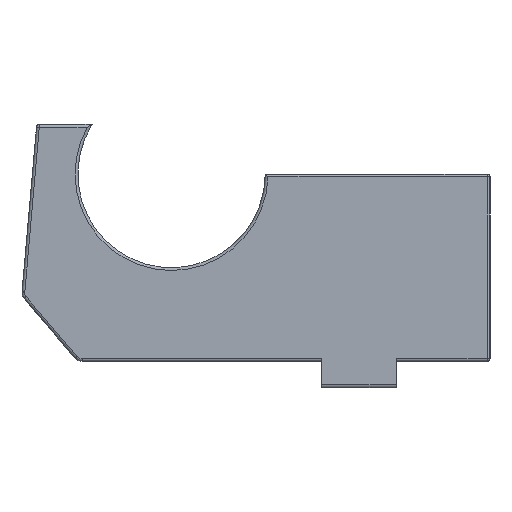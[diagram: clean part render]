
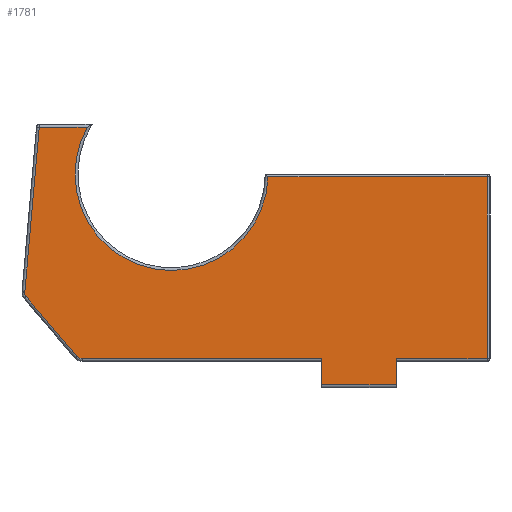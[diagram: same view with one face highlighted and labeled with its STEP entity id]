
A CAD part, left-side view. The second image highlights one B-rep face of the part: STEP entity #1781.
In plain terms, the highlighted planar face has unit normal (-1, 0, 0).
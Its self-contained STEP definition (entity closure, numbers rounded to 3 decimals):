
#86=PLANE($,#1954);
#102=LINE($,#2532,#281);
#163=LINE($,#2689,#342);
#168=LINE($,#2709,#347);
#172=LINE($,#2718,#351);
#177=LINE($,#2733,#356);
#178=LINE($,#2743,#357);
#181=LINE($,#2755,#360);
#182=LINE($,#2779,#361);
#185=LINE($,#2796,#364);
#265=LINE($,#3040,#444);
#281=VECTOR($,#2008,17.675);
#342=VECTOR($,#2135,8.339);
#347=VECTOR($,#2156,8.);
#351=VECTOR($,#2164,2.8);
#356=VECTOR($,#2183,25.54);
#357=VECTOR($,#2196,9.7);
#360=VECTOR($,#2211,5.119);
#361=VECTOR($,#2222,23.404);
#364=VECTOR($,#2227,19.4);
#444=VECTOR($,#2473,2.8);
#579=FACE_OUTER_BOUND($,#688,.T.);
#688=EDGE_LOOP($,(#1663,#1664,#1665,#1666,#1667,#1668,#1669,#1670,#1671,
#1672,#1673,#1674,#1675));
#696=CIRCLE($,#1794,0.7);
#717=CIRCLE($,#1830,0.7);
#741=CIRCLE($,#1883,10.3);
#761=VERTEX_POINT($,#2487);
#764=VERTEX_POINT($,#2492);
#778=VERTEX_POINT($,#2531);
#837=VERTEX_POINT($,#2672);
#838=VERTEX_POINT($,#2675);
#845=VERTEX_POINT($,#2702);
#848=VERTEX_POINT($,#2707);
#851=VERTEX_POINT($,#2717);
#855=VERTEX_POINT($,#2735);
#857=VERTEX_POINT($,#2741);
#860=VERTEX_POINT($,#2754);
#863=VERTEX_POINT($,#2774);
#864=VERTEX_POINT($,#2778);
#924=EDGE_CURVE($,#764,#761,#696,.T.);
#943=EDGE_CURVE($,#761,#778,#102,.T.);
#1018=EDGE_CURVE($,#838,#837,#717,.T.);
#1024=EDGE_CURVE($,#837,#764,#163,.T.);
#1034=EDGE_CURVE($,#848,#845,#168,.T.);
#1038=EDGE_CURVE($,#845,#851,#172,.T.);
#1047=EDGE_CURVE($,#851,#838,#177,.T.);
#1052=EDGE_CURVE($,#855,#857,#178,.T.);
#1058=EDGE_CURVE($,#778,#860,#181,.T.);
#1063=EDGE_CURVE($,#864,#863,#182,.T.);
#1067=EDGE_CURVE($,#863,#855,#185,.T.);
#1079=EDGE_CURVE($,#860,#864,#741,.T.);
#1169=EDGE_CURVE($,#857,#848,#265,.T.);
#1663=ORIENTED_EDGE($,*,*,#924,.F.);
#1664=ORIENTED_EDGE($,*,*,#1024,.F.);
#1665=ORIENTED_EDGE($,*,*,#1018,.F.);
#1666=ORIENTED_EDGE($,*,*,#1047,.F.);
#1667=ORIENTED_EDGE($,*,*,#1038,.F.);
#1668=ORIENTED_EDGE($,*,*,#1034,.F.);
#1669=ORIENTED_EDGE($,*,*,#1169,.F.);
#1670=ORIENTED_EDGE($,*,*,#1052,.F.);
#1671=ORIENTED_EDGE($,*,*,#1067,.F.);
#1672=ORIENTED_EDGE($,*,*,#1063,.F.);
#1673=ORIENTED_EDGE($,*,*,#1079,.F.);
#1674=ORIENTED_EDGE($,*,*,#1058,.F.);
#1675=ORIENTED_EDGE($,*,*,#943,.F.);
#1781=ADVANCED_FACE($,(#579),#86,.F.);
#1794=AXIS2_PLACEMENT_3D($,#2494,#1975,#1976);
#1830=AXIS2_PLACEMENT_3D($,#2677,#2120,#2121);
#1883=AXIS2_PLACEMENT_3D($,#2848,#2257,#2258);
#1954=AXIS2_PLACEMENT_3D($,#3041,#2474,#2475);
#1975=DIRECTION('center_axis',(1.,0.,0.));
#1976=DIRECTION('ref_axis',(0.,0.952,-0.306));
#2008=DIRECTION($,(0.,-0.087,0.996));
#2120=DIRECTION('center_axis',(1.,0.,0.));
#2121=DIRECTION('ref_axis',(0.,0.418,-0.909));
#2135=DIRECTION($,(0.,0.651,0.759));
#2156=DIRECTION($,(0.,1.,0.));
#2164=DIRECTION($,(0.,0.,1.));
#2183=DIRECTION($,(0.,1.,0.));
#2196=DIRECTION($,(0.,1.,0.));
#2211=DIRECTION($,(0.,-1.,0.));
#2222=DIRECTION($,(0.,-1.,0.));
#2227=DIRECTION($,(0.,0.,-1.));
#2257=DIRECTION('center_axis',(-1.,0.,0.));
#2258=DIRECTION('ref_axis',(0.,0.276,-0.961));
#2473=DIRECTION($,(0.,0.,-1.));
#2474=DIRECTION('center_axis',(1.,0.,0.));
#2475=DIRECTION('ref_axis',(0.,1.,0.));
#2487=CARTESIAN_POINT('',(0.,35.665,7.393));
#2492=CARTESIAN_POINT('',(0.,35.499,6.876));
#2494=CARTESIAN_POINT('Origin',(0.,34.967,
7.332));
#2531=CARTESIAN_POINT('',(0.,34.124,25.));
#2532=CARTESIAN_POINT($,(0.,35.665,7.393));
#2672=CARTESIAN_POINT('',(0.,30.072,0.544));
#2675=CARTESIAN_POINT('',(0.,29.54,0.3));
#2677=CARTESIAN_POINT('Origin',(0.,29.54,
1.));
#2689=CARTESIAN_POINT($,(0.,30.072,0.544));
#2702=CARTESIAN_POINT('',(0.,4.,-2.5));
#2707=CARTESIAN_POINT('',(0.,-4.,-2.5));
#2709=CARTESIAN_POINT($,(0.,-4.,-2.5));
#2717=CARTESIAN_POINT('',(0.,4.,0.3));
#2718=CARTESIAN_POINT($,(0.,4.,-2.5));
#2733=CARTESIAN_POINT($,(0.,4.,0.3));
#2735=CARTESIAN_POINT('',(0.,-13.7,0.3));
#2741=CARTESIAN_POINT('',(0.,-4.,0.3));
#2743=CARTESIAN_POINT($,(0.,-13.7,0.3));
#2754=CARTESIAN_POINT('',(0.,29.005,25.));
#2755=CARTESIAN_POINT($,(0.,34.124,25.));
#2774=CARTESIAN_POINT('',(0.,-13.7,19.7));
#2778=CARTESIAN_POINT('',(0.,9.704,19.7));
#2779=CARTESIAN_POINT($,(0.,9.704,19.7));
#2796=CARTESIAN_POINT($,(0.,-13.7,19.7));
#2848=CARTESIAN_POINT('Origin',(0.,20.,20.));
#3040=CARTESIAN_POINT($,(0.,-4.,0.3));
#3041=CARTESIAN_POINT('Origin',(0.,11.858,
10.428));
